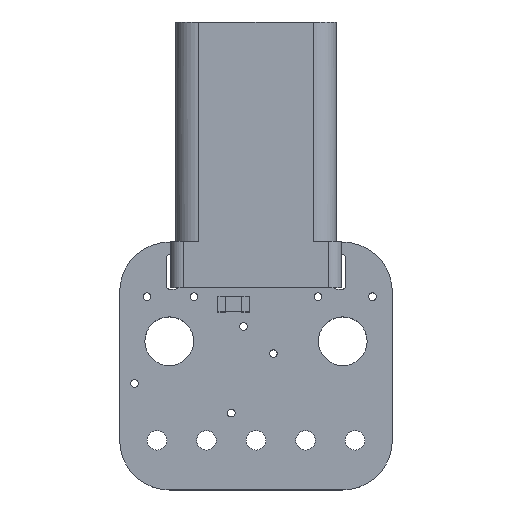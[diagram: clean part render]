
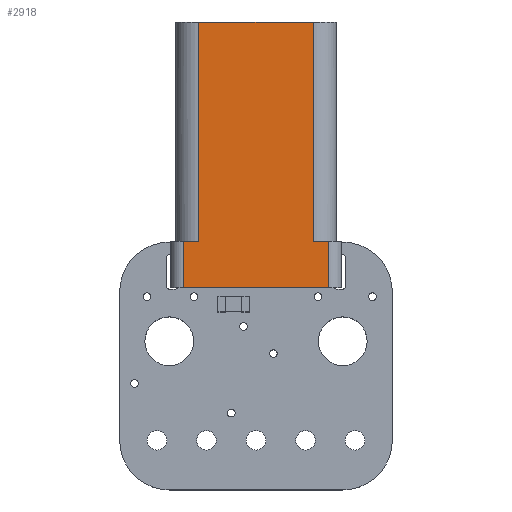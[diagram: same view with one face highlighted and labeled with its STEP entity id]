
A CAD part, top view. The second image highlights one B-rep face of the part: STEP entity #2918.
In plain terms, the highlighted planar face has unit normal (0, 0, 1).
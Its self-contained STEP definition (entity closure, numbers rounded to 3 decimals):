
#152=PLANE('',#3170);
#287=FACE_OUTER_BOUND('',#463,.T.);
#463=EDGE_LOOP('',(#2573,#2574,#2575,#2576,#2577,#2578,#2579,#2580));
#595=LINE('',#4327,#924);
#607=LINE('',#4360,#936);
#776=LINE('',#4708,#1105);
#777=LINE('',#4711,#1106);
#778=LINE('',#4712,#1107);
#779=LINE('',#4714,#1108);
#780=LINE('',#4716,#1109);
#781=LINE('',#4717,#1110);
#924=VECTOR('',#3551,10.);
#936=VECTOR('',#3577,10.);
#1105=VECTOR('',#3870,10.);
#1106=VECTOR('',#3873,10.);
#1107=VECTOR('',#3874,10.);
#1108=VECTOR('',#3875,10.);
#1109=VECTOR('',#3876,10.);
#1110=VECTOR('',#3877,10.);
#1337=VERTEX_POINT('',#4324);
#1338=VERTEX_POINT('',#4326);
#1351=VERTEX_POINT('',#4357);
#1352=VERTEX_POINT('',#4359);
#1469=VERTEX_POINT('',#4706);
#1470=VERTEX_POINT('',#4710);
#1471=VERTEX_POINT('',#4713);
#1472=VERTEX_POINT('',#4715);
#1659=EDGE_CURVE('',#1337,#1338,#595,.T.);
#1675=EDGE_CURVE('',#1351,#1352,#607,.T.);
#1851=EDGE_CURVE('',#1469,#1351,#776,.T.);
#1852=EDGE_CURVE('',#1470,#1469,#777,.T.);
#1853=EDGE_CURVE('',#1338,#1470,#778,.T.);
#1854=EDGE_CURVE('',#1471,#1337,#779,.T.);
#1855=EDGE_CURVE('',#1471,#1472,#780,.T.);
#1856=EDGE_CURVE('',#1352,#1472,#781,.T.);
#2573=ORIENTED_EDGE('',*,*,#1851,.F.);
#2574=ORIENTED_EDGE('',*,*,#1852,.F.);
#2575=ORIENTED_EDGE('',*,*,#1853,.F.);
#2576=ORIENTED_EDGE('',*,*,#1659,.F.);
#2577=ORIENTED_EDGE('',*,*,#1854,.F.);
#2578=ORIENTED_EDGE('',*,*,#1855,.T.);
#2579=ORIENTED_EDGE('',*,*,#1856,.F.);
#2580=ORIENTED_EDGE('',*,*,#1675,.F.);
#2918=ADVANCED_FACE('',(#287),#152,.T.);
#3170=AXIS2_PLACEMENT_3D('',#4709,#3871,#3872);
#3551=DIRECTION('',(-1.,0.,0.));
#3577=DIRECTION('',(-1.,0.,0.));
#3870=DIRECTION('',(0.,-1.,0.));
#3871=DIRECTION('center_axis',(0.,0.,1.));
#3872=DIRECTION('ref_axis',(-1.,0.,0.));
#3873=DIRECTION('',(1.,0.,0.));
#3874=DIRECTION('',(0.,1.,0.));
#3875=DIRECTION('',(0.,1.,0.));
#3876=DIRECTION('',(1.,0.,0.));
#3877=DIRECTION('',(0.,-1.,0.));
#4324=CARTESIAN_POINT('',(-2.925,-1.555,1.65));
#4326=CARTESIAN_POINT('',(-3.725,-1.555,1.65));
#4327=CARTESIAN_POINT('',(-2.188,-1.555,1.65));
#4357=CARTESIAN_POINT('',(3.725,-1.555,1.65));
#4359=CARTESIAN_POINT('',(2.925,-1.555,1.65));
#4360=CARTESIAN_POINT('',(-2.188,-1.555,1.65));
#4706=CARTESIAN_POINT('',(3.725,0.805,1.65));
#4708=CARTESIAN_POINT('',(3.725,-3.188,1.65));
#4709=CARTESIAN_POINT('Origin',(0.,-7.18,1.65));
#4710=CARTESIAN_POINT('',(-3.725,0.805,1.65));
#4711=CARTESIAN_POINT('',(2.188,0.805,1.65));
#4712=CARTESIAN_POINT('',(-3.725,-4.368,1.65));
#4713=CARTESIAN_POINT('',(-2.925,-12.805,1.65));
#4714=CARTESIAN_POINT('',(-2.925,-4.368,1.65));
#4715=CARTESIAN_POINT('',(2.925,-12.805,1.65));
#4716=CARTESIAN_POINT('',(4.125,-12.805,1.65));
#4717=CARTESIAN_POINT('',(2.925,-9.993,1.65));
